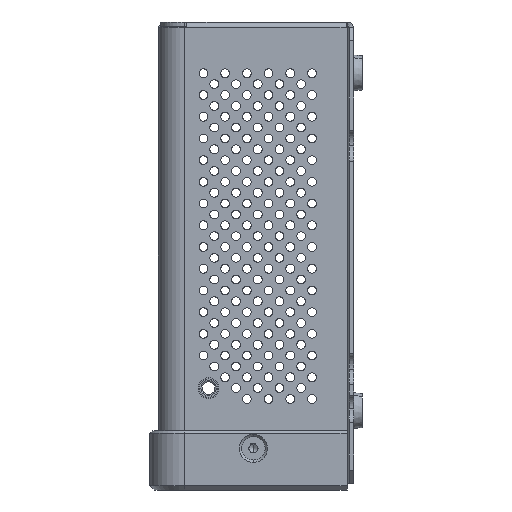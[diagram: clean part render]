
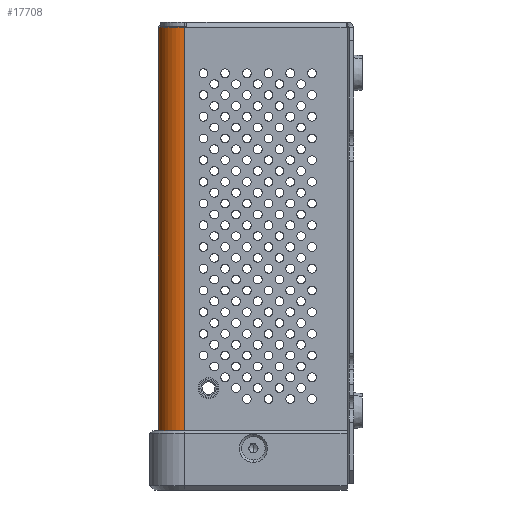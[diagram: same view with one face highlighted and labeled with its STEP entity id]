
A CAD part, left-side view. The second image highlights one B-rep face of the part: STEP entity #17708.
In plain terms, the highlighted cylindrical face has radius 6 mm (diameter 12 mm), a partial arc.
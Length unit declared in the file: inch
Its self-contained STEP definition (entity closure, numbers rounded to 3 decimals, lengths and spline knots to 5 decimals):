
#232 = VERTEX_POINT ( 'NONE', #30947 ) ;
#1162 = DIRECTION ( 'NONE',  ( 0., 0., -1. ) ) ;
#1291 = CARTESIAN_POINT ( 'NONE',  ( -1.26084, 3.29428, 2.48337 ) ) ;
#1916 = CARTESIAN_POINT ( 'NONE',  ( -1.26084, 3.29428, 6.57786 ) ) ;
#2342 = CARTESIAN_POINT ( 'NONE',  ( -1.02462, 3.29428, 2.48337 ) ) ;
#3299 = DIRECTION ( 'NONE',  ( 0., 0., 1. ) ) ;
#3321 = VERTEX_POINT ( 'NONE', #5129 ) ;
#3845 = CARTESIAN_POINT ( 'NONE',  ( -1.02462, 3.5305, 2.48337 ) ) ;
#3922 = CARTESIAN_POINT ( 'NONE',  ( -1.02462, 3.29428, 2.48337 ) ) ;
#4270 = VECTOR ( 'NONE', #8998, 39.37008 ) ;
#5129 = CARTESIAN_POINT ( 'NONE',  ( -1.02462, 3.5305, 6.57786 ) ) ;
#5463 = ORIENTED_EDGE ( 'NONE', *, *, #21136, .F. ) ;
#5501 = VERTEX_POINT ( 'NONE', #16415 ) ;
#6242 = LINE ( 'NONE', #3845, #4270 ) ;
#6311 = CIRCLE ( 'NONE', #9248, 0.23622 ) ;
#7596 = LINE ( 'NONE', #1916, #24760 ) ;
#8307 = EDGE_CURVE ( 'NONE', #5501, #16951, #7596, .T. ) ;
#8998 = DIRECTION ( 'NONE',  ( 0., 0., -1. ) ) ;
#9248 = AXIS2_PLACEMENT_3D ( 'NONE', #2342, #21810, #27514 ) ;
#9992 = DIRECTION ( 'NONE',  ( 0., 0., -1. ) ) ;
#11665 = VECTOR ( 'NONE', #3299, 39.37008 ) ;
#11984 = CYLINDRICAL_SURFACE ( 'NONE', #29199, 0.23622 ) ;
#12274 = CARTESIAN_POINT ( 'NONE',  ( -1.02462, 3.5305, 6.56605 ) ) ;
#12281 = EDGE_LOOP ( 'NONE', ( #15944, #22923, #26206, #5463, #23377 ) ) ;
#15113 = DIRECTION ( 'NONE',  ( -1., 0., 0. ) ) ;
#15944 = ORIENTED_EDGE ( 'NONE', *, *, #18502, .F. ) ;
#16415 = CARTESIAN_POINT ( 'NONE',  ( -1.26084, 3.29428, 6.57786 ) ) ;
#16951 = VERTEX_POINT ( 'NONE', #1291 ) ;
#17608 = AXIS2_PLACEMENT_3D ( 'NONE', #22942, #36350, #33601 ) ;
#17708 = ADVANCED_FACE ( 'NONE', ( #31839 ), #11984, .T. ) ;
#18502 = EDGE_CURVE ( 'NONE', #232, #32427, #28472, .T. ) ;
#21136 = EDGE_CURVE ( 'NONE', #3321, #5501, #35224, .T. ) ;
#21810 = DIRECTION ( 'NONE',  ( 0., 0., -1. ) ) ;
#22923 = ORIENTED_EDGE ( 'NONE', *, *, #29926, .F. ) ;
#22942 = CARTESIAN_POINT ( 'NONE',  ( -1.02462, 3.29428, 6.57786 ) ) ;
#23146 = CARTESIAN_POINT ( 'NONE',  ( -1.02462, 3.5305, 2.48337 ) ) ;
#23377 = ORIENTED_EDGE ( 'NONE', *, *, #33768, .T. ) ;
#24760 = VECTOR ( 'NONE', #9992, 39.37008 ) ;
#26206 = ORIENTED_EDGE ( 'NONE', *, *, #8307, .F. ) ;
#27514 = DIRECTION ( 'NONE',  ( -1., 0., 0. ) ) ;
#28472 = LINE ( 'NONE', #23146, #11665 ) ;
#29199 = AXIS2_PLACEMENT_3D ( 'NONE', #3922, #1162, #15113 ) ;
#29926 = EDGE_CURVE ( 'NONE', #16951, #232, #6311, .T. ) ;
#30947 = CARTESIAN_POINT ( 'NONE',  ( -1.02462, 3.5305, 2.48337 ) ) ;
#31839 = FACE_OUTER_BOUND ( 'NONE', #12281, .T. ) ;
#32427 = VERTEX_POINT ( 'NONE', #12274 ) ;
#33601 = DIRECTION ( 'NONE',  ( -1., 0., 0. ) ) ;
#33768 = EDGE_CURVE ( 'NONE', #3321, #32427, #6242, .T. ) ;
#35224 = CIRCLE ( 'NONE', #17608, 0.23622 ) ;
#36350 = DIRECTION ( 'NONE',  ( 0., 0., 1. ) ) ;
